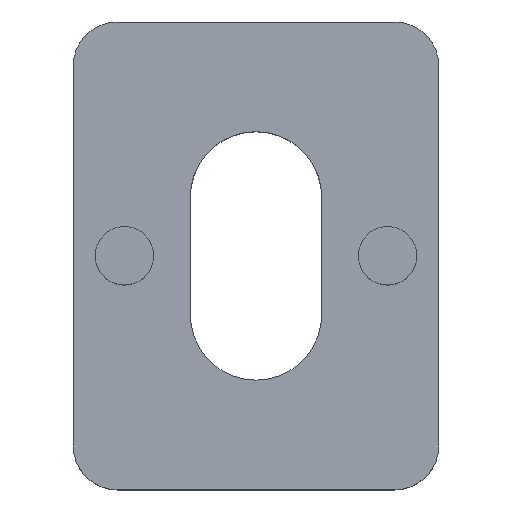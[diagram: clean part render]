
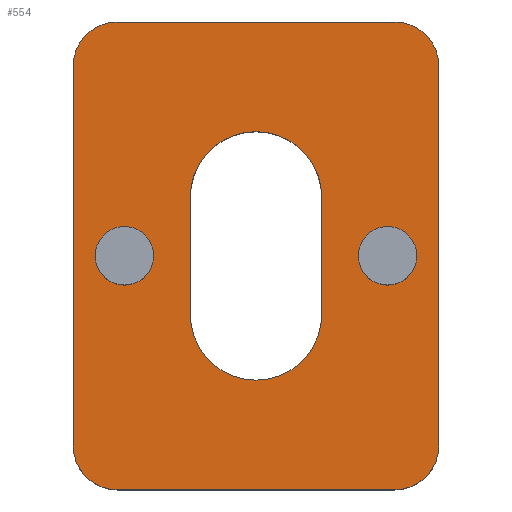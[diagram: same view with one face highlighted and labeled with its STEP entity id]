
A CAD part, top view. The second image highlights one B-rep face of the part: STEP entity #554.
In plain terms, the highlighted planar face has unit normal (0, 0, 1).
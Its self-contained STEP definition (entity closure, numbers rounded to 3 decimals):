
#2 = FACE_BOUND ( 'NONE', #204, .T. ) ;
#6 = ORIENTED_EDGE ( 'NONE', *, *, #680, .T. ) ;
#10 = DIRECTION ( 'NONE',  ( 1., 0., 0. ) ) ;
#13 = ORIENTED_EDGE ( 'NONE', *, *, #541, .F. ) ;
#14 = DIRECTION ( 'NONE',  ( 0., 0., 1. ) ) ;
#15 = CARTESIAN_POINT ( 'NONE',  ( -4.75, 6.5, 4. ) ) ;
#31 = ORIENTED_EDGE ( 'NONE', *, *, #681, .T. ) ;
#36 = DIRECTION ( 'NONE',  ( 1., 0., 0. ) ) ;
#45 = DIRECTION ( 'NONE',  ( 0., 0., 1. ) ) ;
#50 = CARTESIAN_POINT ( 'NONE',  ( 0., -2., 4. ) ) ;
#52 = EDGE_CURVE ( 'NONE', #353, #214, #136, .T. ) ;
#54 = DIRECTION ( 'NONE',  ( 1., 0., 0. ) ) ;
#57 = DIRECTION ( 'NONE',  ( 0., 0., 1. ) ) ;
#59 = LINE ( 'NONE', #627, #710 ) ;
#61 = CARTESIAN_POINT ( 'NONE',  ( 2.25, 2., 4. ) ) ;
#63 = DIRECTION ( 'NONE',  ( 1., 0., 0. ) ) ;
#65 = LINE ( 'NONE', #787, #713 ) ;
#77 = CARTESIAN_POINT ( 'NONE',  ( -2.25, 2., 4. ) ) ;
#78 = CARTESIAN_POINT ( 'NONE',  ( -6.25, 6.5, 4. ) ) ;
#80 = AXIS2_PLACEMENT_3D ( 'NONE', #229, #224, #228 ) ;
#84 = VERTEX_POINT ( 'NONE', #381 ) ;
#86 = CARTESIAN_POINT ( 'NONE',  ( 4.5, 0., 4. ) ) ;
#107 = DIRECTION ( 'NONE',  ( 0., -1., 0. ) ) ;
#121 = DIRECTION ( 'NONE',  ( 0., 0., 1. ) ) ;
#123 = CARTESIAN_POINT ( 'NONE',  ( -6.25, -8., 4. ) ) ;
#124 = CARTESIAN_POINT ( 'NONE',  ( 4.75, -6.5, 4. ) ) ;
#134 = ORIENTED_EDGE ( 'NONE', *, *, #473, .F. ) ;
#135 = DIRECTION ( 'NONE',  ( 1., 0., 0. ) ) ;
#136 = LINE ( 'NONE', #354, #265 ) ;
#149 = FACE_BOUND ( 'NONE', #661, .T. ) ;
#150 = CARTESIAN_POINT ( 'NONE',  ( -3.5, 0., 4. ) ) ;
#161 = VECTOR ( 'NONE', #54, 1000. ) ;
#179 = ORIENTED_EDGE ( 'NONE', *, *, #270, .T. ) ;
#183 = CIRCLE ( 'NONE', #770, 1. ) ;
#184 = VERTEX_POINT ( 'NONE', #78 ) ;
#194 = DIRECTION ( 'NONE',  ( 1., 0., 0. ) ) ;
#198 = CIRCLE ( 'NONE', #743, 1.5 ) ;
#204 = EDGE_LOOP ( 'NONE', ( #271, #13 ) ) ;
#214 = VERTEX_POINT ( 'NONE', #61 ) ;
#219 = DIRECTION ( 'NONE',  ( 1., 0., 0. ) ) ;
#224 = DIRECTION ( 'NONE',  ( 0., 0., 1. ) ) ;
#226 = VERTEX_POINT ( 'NONE', #724 ) ;
#227 = ORIENTED_EDGE ( 'NONE', *, *, #716, .F. ) ;
#228 = DIRECTION ( 'NONE',  ( 1., 0., 0. ) ) ;
#229 = CARTESIAN_POINT ( 'NONE',  ( -4.75, -6.5, 4. ) ) ;
#233 = CIRCLE ( 'NONE', #597, 1.5 ) ;
#238 = DIRECTION ( 'NONE',  ( 1., 0., 0. ) ) ;
#251 = CARTESIAN_POINT ( 'NONE',  ( -4.75, -8., 4. ) ) ;
#257 = DIRECTION ( 'NONE',  ( 0., 0., 1. ) ) ;
#265 = VECTOR ( 'NONE', #348, 1000. ) ;
#268 = CARTESIAN_POINT ( 'NONE',  ( 4.5, 0., 4. ) ) ;
#270 = EDGE_CURVE ( 'NONE', #435, #630, #65, .T. ) ;
#271 = ORIENTED_EDGE ( 'NONE', *, *, #529, .F. ) ;
#292 = EDGE_CURVE ( 'NONE', #226, #454, #356, .T. ) ;
#298 = VERTEX_POINT ( 'NONE', #391 ) ;
#300 = CARTESIAN_POINT ( 'NONE',  ( 6.25, 8., 4. ) ) ;
#304 = FACE_BOUND ( 'NONE', #551, .T. ) ;
#308 = EDGE_LOOP ( 'NONE', ( #179, #773, #331, #736, #714, #692, #31, #6 ) ) ;
#312 = DIRECTION ( 'NONE',  ( 0., 0., 1. ) ) ;
#319 = CARTESIAN_POINT ( 'NONE',  ( -6.25, -8., 4. ) ) ;
#323 = VERTEX_POINT ( 'NONE', #150 ) ;
#328 = AXIS2_PLACEMENT_3D ( 'NONE', #268, #257, #194 ) ;
#330 = CARTESIAN_POINT ( 'NONE',  ( 5.5, 0., 4. ) ) ;
#331 = ORIENTED_EDGE ( 'NONE', *, *, #659, .T. ) ;
#336 = ORIENTED_EDGE ( 'NONE', *, *, #673, .F. ) ;
#348 = DIRECTION ( 'NONE',  ( 0., 1., 0. ) ) ;
#350 = CIRCLE ( 'NONE', #782, 1. ) ;
#353 = VERTEX_POINT ( 'NONE', #789 ) ;
#354 = CARTESIAN_POINT ( 'NONE',  ( 2.25, 2., 4. ) ) ;
#356 = CIRCLE ( 'NONE', #328, 1. ) ;
#369 = LINE ( 'NONE', #751, #453 ) ;
#370 = LINE ( 'NONE', #300, #688 ) ;
#380 = DIRECTION ( 'NONE',  ( 0., 0., 1. ) ) ;
#381 = CARTESIAN_POINT ( 'NONE',  ( 6.25, 6.5, 4. ) ) ;
#391 = CARTESIAN_POINT ( 'NONE',  ( 4.75, -8., 4. ) ) ;
#394 = CIRCLE ( 'NONE', #571, 2.25 ) ;
#402 = VERTEX_POINT ( 'NONE', #528 ) ;
#409 = CARTESIAN_POINT ( 'NONE',  ( 4.75, 8., 4. ) ) ;
#412 = ORIENTED_EDGE ( 'NONE', *, *, #292, .F. ) ;
#431 = DIRECTION ( 'NONE',  ( 0., 0., 1. ) ) ;
#435 = VERTEX_POINT ( 'NONE', #409 ) ;
#440 = CARTESIAN_POINT ( 'NONE',  ( -4.5, 0., 4. ) ) ;
#443 = DIRECTION ( 'NONE',  ( 1., 0., 0. ) ) ;
#446 = CARTESIAN_POINT ( 'NONE',  ( -4.5, 0., 4. ) ) ;
#451 = DIRECTION ( 'NONE',  ( 0., 1., 0. ) ) ;
#454 = VERTEX_POINT ( 'NONE', #330 ) ;
#453 = VECTOR ( 'NONE', #459, 1000. ) ;
#455 = VERTEX_POINT ( 'NONE', #251 ) ;
#459 = DIRECTION ( 'NONE',  ( 0., -1., 0. ) ) ;
#465 = DIRECTION ( 'NONE',  ( 0., 0., 1. ) ) ;
#473 = EDGE_CURVE ( 'NONE', #454, #226, #585, .T. ) ;
#479 = EDGE_CURVE ( 'NONE', #630, #184, #233, .T. ) ;
#489 = VERTEX_POINT ( 'NONE', #490 ) ;
#490 = CARTESIAN_POINT ( 'NONE',  ( -5.5, 0., 4. ) ) ;
#509 = CIRCLE ( 'NONE', #80, 1.5 ) ;
#510 = CARTESIAN_POINT ( 'NONE',  ( -6.25, -6.5, 4. ) ) ;
#515 = ORIENTED_EDGE ( 'NONE', *, *, #668, .F. ) ;
#517 = PLANE ( 'NONE',  #766 ) ;
#527 = LINE ( 'NONE', #123, #161 ) ;
#528 = CARTESIAN_POINT ( 'NONE',  ( -2.25, -2., 4. ) ) ;
#529 = EDGE_CURVE ( 'NONE', #489, #323, #350, .T. ) ;
#541 = EDGE_CURVE ( 'NONE', #323, #489, #183, .T. ) ;
#546 = CIRCLE ( 'NONE', #781, 2.25 ) ;
#551 = EDGE_LOOP ( 'NONE', ( #336, #515, #684, #227 ) ) ;
#554 = ADVANCED_FACE ( 'NONE', ( #2, #653, #304, #149 ), #517, .T. ) ;
#555 = CARTESIAN_POINT ( 'NONE',  ( -4.75, 8., 4. ) ) ;
#571 = AXIS2_PLACEMENT_3D ( 'NONE', #699, #690, #678 ) ;
#585 = CIRCLE ( 'NONE', #610, 1. ) ;
#597 = AXIS2_PLACEMENT_3D ( 'NONE', #15, #14, #10 ) ;
#610 = AXIS2_PLACEMENT_3D ( 'NONE', #86, #45, #36 ) ;
#614 = DIRECTION ( 'NONE',  ( 1., 0., 0. ) ) ;
#618 = VERTEX_POINT ( 'NONE', #759 ) ;
#627 = CARTESIAN_POINT ( 'NONE',  ( -2.25, -2., 4. ) ) ;
#630 = VERTEX_POINT ( 'NONE', #555 ) ;
#653 = FACE_OUTER_BOUND ( 'NONE', #308, .T. ) ;
#659 = EDGE_CURVE ( 'NONE', #184, #701, #369, .T. ) ;
#661 = EDGE_LOOP ( 'NONE', ( #412, #134 ) ) ;
#668 = EDGE_CURVE ( 'NONE', #214, #708, #394, .T. ) ;
#670 = CIRCLE ( 'NONE', #694, 1.5 ) ;
#673 = EDGE_CURVE ( 'NONE', #708, #402, #59, .T. ) ;
#678 = DIRECTION ( 'NONE',  ( 1., 0., 0. ) ) ;
#680 = EDGE_CURVE ( 'NONE', #84, #435, #198, .T. ) ;
#681 = EDGE_CURVE ( 'NONE', #618, #84, #370, .T. ) ;
#684 = ORIENTED_EDGE ( 'NONE', *, *, #52, .F. ) ;
#688 = VECTOR ( 'NONE', #451, 1000. ) ;
#690 = DIRECTION ( 'NONE',  ( 0., 0., 1. ) ) ;
#692 = ORIENTED_EDGE ( 'NONE', *, *, #763, .T. ) ;
#694 = AXIS2_PLACEMENT_3D ( 'NONE', #124, #121, #135 ) ;
#699 = CARTESIAN_POINT ( 'NONE',  ( 0., 2., 4. ) ) ;
#701 = VERTEX_POINT ( 'NONE', #510 ) ;
#708 = VERTEX_POINT ( 'NONE', #77 ) ;
#710 = VECTOR ( 'NONE', #107, 1000. ) ;
#713 = VECTOR ( 'NONE', #765, 1000. ) ;
#714 = ORIENTED_EDGE ( 'NONE', *, *, #769, .T. ) ;
#716 = EDGE_CURVE ( 'NONE', #402, #353, #546, .T. ) ;
#724 = CARTESIAN_POINT ( 'NONE',  ( 3.5, 0., 4. ) ) ;
#736 = ORIENTED_EDGE ( 'NONE', *, *, #777, .T. ) ;
#743 = AXIS2_PLACEMENT_3D ( 'NONE', #762, #380, #238 ) ;
#751 = CARTESIAN_POINT ( 'NONE',  ( -6.25, 8., 4. ) ) ;
#759 = CARTESIAN_POINT ( 'NONE',  ( 6.25, -6.5, 4. ) ) ;
#762 = CARTESIAN_POINT ( 'NONE',  ( 4.75, 6.5, 4. ) ) ;
#763 = EDGE_CURVE ( 'NONE', #298, #618, #670, .T. ) ;
#765 = DIRECTION ( 'NONE',  ( -1., 0., 0. ) ) ;
#766 = AXIS2_PLACEMENT_3D ( 'NONE', #319, #465, #443 ) ;
#769 = EDGE_CURVE ( 'NONE', #455, #298, #527, .T. ) ;
#770 = AXIS2_PLACEMENT_3D ( 'NONE', #446, #312, #219 ) ;
#773 = ORIENTED_EDGE ( 'NONE', *, *, #479, .T. ) ;
#777 = EDGE_CURVE ( 'NONE', #701, #455, #509, .T. ) ;
#781 = AXIS2_PLACEMENT_3D ( 'NONE', #50, #57, #63 ) ;
#782 = AXIS2_PLACEMENT_3D ( 'NONE', #440, #431, #614 ) ;
#787 = CARTESIAN_POINT ( 'NONE',  ( -6.25, 8., 4. ) ) ;
#789 = CARTESIAN_POINT ( 'NONE',  ( 2.25, -2., 4. ) ) ;
